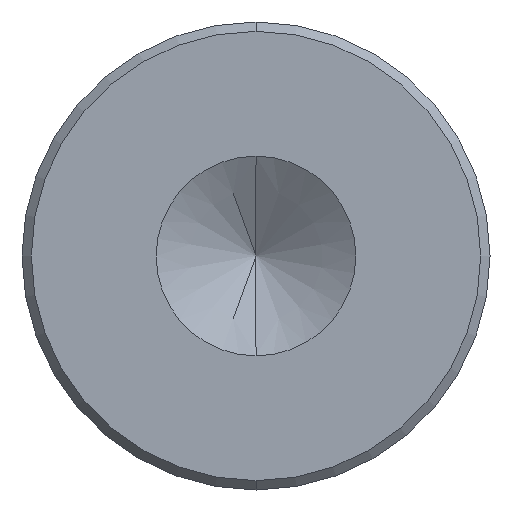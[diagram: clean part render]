
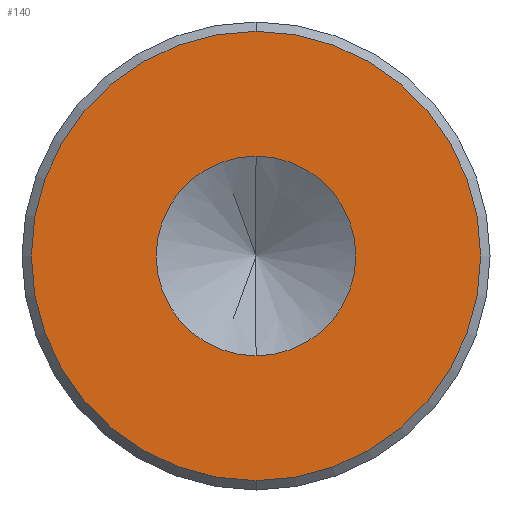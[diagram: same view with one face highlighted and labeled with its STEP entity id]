
A CAD part, front view. The second image highlights one B-rep face of the part: STEP entity #140.
In plain terms, the highlighted planar face has unit normal (0, -1, 0).
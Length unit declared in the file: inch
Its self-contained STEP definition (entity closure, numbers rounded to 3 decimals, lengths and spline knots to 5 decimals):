
#54 = CARTESIAN_POINT ( 'NONE',  ( 0., 0., 0.11985 ) ) ;
#73 = EDGE_CURVE ( 'NONE', #166, #457, #277, .T. ) ;
#86 = CARTESIAN_POINT ( 'NONE',  ( 0., 0., -0.05325 ) ) ;
#94 = DIRECTION ( 'NONE',  ( 0., -1., 0. ) ) ;
#107 = EDGE_CURVE ( 'NONE', #218, #142, #221, .T. ) ;
#140 = ADVANCED_FACE ( 'NONE', ( #196, #291 ), #309, .F. ) ;
#142 = VERTEX_POINT ( 'NONE', #292 ) ;
#149 = EDGE_LOOP ( 'NONE', ( #273, #208 ) ) ;
#155 = ORIENTED_EDGE ( 'NONE', *, *, #107, .F. ) ;
#157 = DIRECTION ( 'NONE',  ( 0., 0., 1. ) ) ;
#166 = VERTEX_POINT ( 'NONE', #54 ) ;
#168 = EDGE_CURVE ( 'NONE', #457, #166, #203, .T. ) ;
#196 = FACE_BOUND ( 'NONE', #430, .T. ) ;
#203 = CIRCLE ( 'NONE', #380, 0.11985 ) ;
#208 = ORIENTED_EDGE ( 'NONE', *, *, #168, .T. ) ;
#213 = AXIS2_PLACEMENT_3D ( 'NONE', #458, #347, #280 ) ;
#218 = VERTEX_POINT ( 'NONE', #86 ) ;
#221 = CIRCLE ( 'NONE', #282, 0.05325 ) ;
#257 = DIRECTION ( 'NONE',  ( 0., 0., 1. ) ) ;
#260 = CARTESIAN_POINT ( 'NONE',  ( 0., 0., 0. ) ) ;
#273 = ORIENTED_EDGE ( 'NONE', *, *, #73, .T. ) ;
#277 = CIRCLE ( 'NONE', #417, 0.11985 ) ;
#280 = DIRECTION ( 'NONE',  ( 0., 0., -1. ) ) ;
#282 = AXIS2_PLACEMENT_3D ( 'NONE', #410, #406, #401 ) ;
#291 = FACE_OUTER_BOUND ( 'NONE', #149, .T. ) ;
#292 = CARTESIAN_POINT ( 'NONE',  ( 0., 0., 0.05325 ) ) ;
#297 = DIRECTION ( 'NONE',  ( 0., 0., 1. ) ) ;
#307 = DIRECTION ( 'NONE',  ( 0., 1., 0. ) ) ;
#309 = PLANE ( 'NONE',  #336 ) ;
#336 = AXIS2_PLACEMENT_3D ( 'NONE', #348, #307, #297 ) ;
#347 = DIRECTION ( 'NONE',  ( 0., -1., 0. ) ) ;
#348 = CARTESIAN_POINT ( 'NONE',  ( 0., 0., 0. ) ) ;
#355 = DIRECTION ( 'NONE',  ( 0., -1., 0. ) ) ;
#372 = CARTESIAN_POINT ( 'NONE',  ( 0., 0., 0. ) ) ;
#380 = AXIS2_PLACEMENT_3D ( 'NONE', #260, #94, #257 ) ;
#392 = EDGE_CURVE ( 'NONE', #142, #218, #393, .T. ) ;
#393 = CIRCLE ( 'NONE', #213, 0.05325 ) ;
#401 = DIRECTION ( 'NONE',  ( 0., 0., -1. ) ) ;
#406 = DIRECTION ( 'NONE',  ( 0., -1., 0. ) ) ;
#410 = CARTESIAN_POINT ( 'NONE',  ( 0., 0., 0. ) ) ;
#411 = ORIENTED_EDGE ( 'NONE', *, *, #392, .F. ) ;
#417 = AXIS2_PLACEMENT_3D ( 'NONE', #372, #355, #157 ) ;
#430 = EDGE_LOOP ( 'NONE', ( #155, #411 ) ) ;
#457 = VERTEX_POINT ( 'NONE', #472 ) ;
#458 = CARTESIAN_POINT ( 'NONE',  ( 0., 0., 0. ) ) ;
#472 = CARTESIAN_POINT ( 'NONE',  ( 0., 0., -0.11985 ) ) ;
